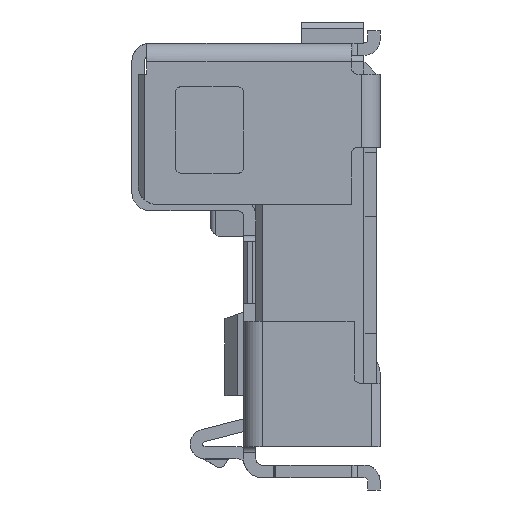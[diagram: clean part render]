
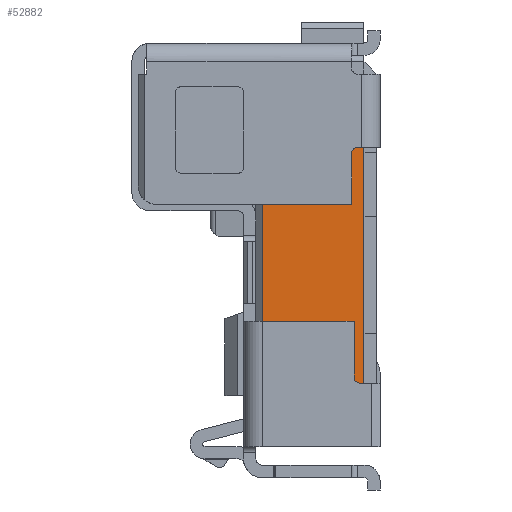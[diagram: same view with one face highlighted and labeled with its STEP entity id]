
A CAD part, left-side view. The second image highlights one B-rep face of the part: STEP entity #52882.
In plain terms, the highlighted planar face has unit normal (-1, 0, 0).
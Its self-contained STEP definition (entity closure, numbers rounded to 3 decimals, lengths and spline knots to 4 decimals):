
#326 = LINE ( 'NONE', #15188, #2929 ) ;
#344 = ORIENTED_EDGE ( 'NONE', *, *, #21837, .F. ) ;
#368 = EDGE_CURVE ( 'NONE', #45876, #1930, #2728, .T. ) ;
#617 = LINE ( 'NONE', #23196, #17472 ) ;
#681 = DIRECTION ( 'NONE',  ( 0., -1., 0. ) ) ;
#1071 = ORIENTED_EDGE ( 'NONE', *, *, #7159, .F. ) ;
#1426 = EDGE_CURVE ( 'NONE', #4341, #25322, #33959, .T. ) ;
#1930 = VERTEX_POINT ( 'NONE', #12148 ) ;
#2378 = AXIS2_PLACEMENT_3D ( 'NONE', #29769, #50656, #5124 ) ;
#2436 = CARTESIAN_POINT ( 'NONE',  ( -9.535, 0.93, 2.69 ) ) ;
#2728 = CIRCLE ( 'NONE', #21409, 0.05 ) ;
#2929 = VECTOR ( 'NONE', #44278, 1000. ) ;
#3070 = PLANE ( 'NONE',  #48440 ) ;
#3955 = LINE ( 'NONE', #48368, #20811 ) ;
#4341 = VERTEX_POINT ( 'NONE', #32490 ) ;
#5124 = DIRECTION ( 'NONE',  ( 0., 0., 1. ) ) ;
#5666 = LINE ( 'NONE', #8765, #36168 ) ;
#6049 = DIRECTION ( 'NONE',  ( 0., 1., 0. ) ) ;
#6832 = FACE_OUTER_BOUND ( 'NONE', #21156, .T. ) ;
#7159 = EDGE_CURVE ( 'NONE', #1930, #12629, #31120, .T. ) ;
#7277 = CARTESIAN_POINT ( 'NONE',  ( -9.535, 0.93, 3.84 ) ) ;
#7480 = ORIENTED_EDGE ( 'NONE', *, *, #11884, .F. ) ;
#7820 = CARTESIAN_POINT ( 'NONE',  ( -9.535, 0.21, 3.84 ) ) ;
#8510 = EDGE_CURVE ( 'NONE', #10134, #4341, #5666, .T. ) ;
#8765 = CARTESIAN_POINT ( 'NONE',  ( -9.535, 0.23, 3.84 ) ) ;
#8893 = CARTESIAN_POINT ( 'NONE',  ( -9.535, 0.13, 3.15 ) ) ;
#10134 = VERTEX_POINT ( 'NONE', #33342 ) ;
#11338 = ORIENTED_EDGE ( 'NONE', *, *, #17938, .F. ) ;
#11884 = EDGE_CURVE ( 'NONE', #12629, #41451, #25376, .T. ) ;
#12148 = CARTESIAN_POINT ( 'NONE',  ( -9.535, 0.21, 1.3 ) ) ;
#12629 = VERTEX_POINT ( 'NONE', #18818 ) ;
#12763 = VECTOR ( 'NONE', #31430, 1000. ) ;
#15188 = CARTESIAN_POINT ( 'NONE',  ( -9.535, 0.93, 1.25 ) ) ;
#15944 = DIRECTION ( 'NONE',  ( 0., 1., 0. ) ) ;
#17055 = EDGE_CURVE ( 'NONE', #43863, #10134, #25646, .T. ) ;
#17470 = VECTOR ( 'NONE', #32445, 1000. ) ;
#17472 = VECTOR ( 'NONE', #31575, 1000. ) ;
#17938 = EDGE_CURVE ( 'NONE', #25322, #25757, #47740, .T. ) ;
#18818 = CARTESIAN_POINT ( 'NONE',  ( -9.535, 0.21, 1.75 ) ) ;
#19569 = DIRECTION ( 'NONE',  ( 1., 0., 0. ) ) ;
#20811 = VECTOR ( 'NONE', #40560, 1000. ) ;
#21156 = EDGE_LOOP ( 'NONE', ( #49639, #344, #7480, #1071, #36830, #30083, #41861, #11338, #35358, #40184 ) ) ;
#21409 = AXIS2_PLACEMENT_3D ( 'NONE', #25722, #46835, #38337 ) ;
#21837 = EDGE_CURVE ( 'NONE', #41451, #43863, #3955, .T. ) ;
#23196 = CARTESIAN_POINT ( 'NONE',  ( -9.535, 0.13, 0. ) ) ;
#23207 = CARTESIAN_POINT ( 'NONE',  ( -9.535, 0.95, 1.75 ) ) ;
#25322 = VERTEX_POINT ( 'NONE', #33564 ) ;
#25376 = LINE ( 'NONE', #30673, #40412 ) ;
#25593 = VECTOR ( 'NONE', #681, 1000. ) ;
#25646 = LINE ( 'NONE', #2436, #12763 ) ;
#25722 = CARTESIAN_POINT ( 'NONE',  ( -9.535, 0.16, 1.3 ) ) ;
#25757 = VERTEX_POINT ( 'NONE', #8893 ) ;
#29187 = DIRECTION ( 'NONE',  ( 0., 0., 1. ) ) ;
#29769 = CARTESIAN_POINT ( 'NONE',  ( -9.535, 0.18, 3.1 ) ) ;
#29997 = EDGE_CURVE ( 'NONE', #25757, #42986, #617, .T. ) ;
#30083 = ORIENTED_EDGE ( 'NONE', *, *, #44762, .F. ) ;
#30673 = CARTESIAN_POINT ( 'NONE',  ( -9.535, 0.93, 1.75 ) ) ;
#31120 = LINE ( 'NONE', #7820, #17470 ) ;
#31181 = CARTESIAN_POINT ( 'NONE',  ( -9.535, 0.13, 1.25 ) ) ;
#31430 = DIRECTION ( 'NONE',  ( 0., -1., 0. ) ) ;
#31575 = DIRECTION ( 'NONE',  ( 0., 0., -1. ) ) ;
#32445 = DIRECTION ( 'NONE',  ( 0., 0., 1. ) ) ;
#32490 = CARTESIAN_POINT ( 'NONE',  ( -9.535, 0.23, 3.1 ) ) ;
#33342 = CARTESIAN_POINT ( 'NONE',  ( -9.535, 0.23, 2.69 ) ) ;
#33564 = CARTESIAN_POINT ( 'NONE',  ( -9.535, 0.18, 3.15 ) ) ;
#33959 = CIRCLE ( 'NONE', #2378, 0.05 ) ;
#35358 = ORIENTED_EDGE ( 'NONE', *, *, #1426, .F. ) ;
#36168 = VECTOR ( 'NONE', #29187, 1000. ) ;
#36830 = ORIENTED_EDGE ( 'NONE', *, *, #368, .F. ) ;
#38337 = DIRECTION ( 'NONE',  ( 0., 1., 0. ) ) ;
#40184 = ORIENTED_EDGE ( 'NONE', *, *, #8510, .F. ) ;
#40412 = VECTOR ( 'NONE', #6049, 1000. ) ;
#40560 = DIRECTION ( 'NONE',  ( 0., 0., 1. ) ) ;
#41451 = VERTEX_POINT ( 'NONE', #23207 ) ;
#41840 = CARTESIAN_POINT ( 'NONE',  ( -9.535, 0.95, 2.69 ) ) ;
#41861 = ORIENTED_EDGE ( 'NONE', *, *, #29997, .F. ) ;
#42986 = VERTEX_POINT ( 'NONE', #31181 ) ;
#43863 = VERTEX_POINT ( 'NONE', #41840 ) ;
#44278 = DIRECTION ( 'NONE',  ( 0., 1., 0. ) ) ;
#44762 = EDGE_CURVE ( 'NONE', #42986, #45876, #326, .T. ) ;
#45876 = VERTEX_POINT ( 'NONE', #52081 ) ;
#46835 = DIRECTION ( 'NONE',  ( 1., 0., 0. ) ) ;
#47740 = LINE ( 'NONE', #50401, #25593 ) ;
#48368 = CARTESIAN_POINT ( 'NONE',  ( -9.535, 0.95, 3.84 ) ) ;
#48440 = AXIS2_PLACEMENT_3D ( 'NONE', #7277, #19569, #15944 ) ;
#49639 = ORIENTED_EDGE ( 'NONE', *, *, #17055, .F. ) ;
#50401 = CARTESIAN_POINT ( 'NONE',  ( -9.535, 0.93, 3.15 ) ) ;
#50656 = DIRECTION ( 'NONE',  ( 1., 0., 0. ) ) ;
#52081 = CARTESIAN_POINT ( 'NONE',  ( -9.535, 0.16, 1.25 ) ) ;
#52882 = ADVANCED_FACE ( 'NONE', ( #6832 ), #3070, .F. ) ;
